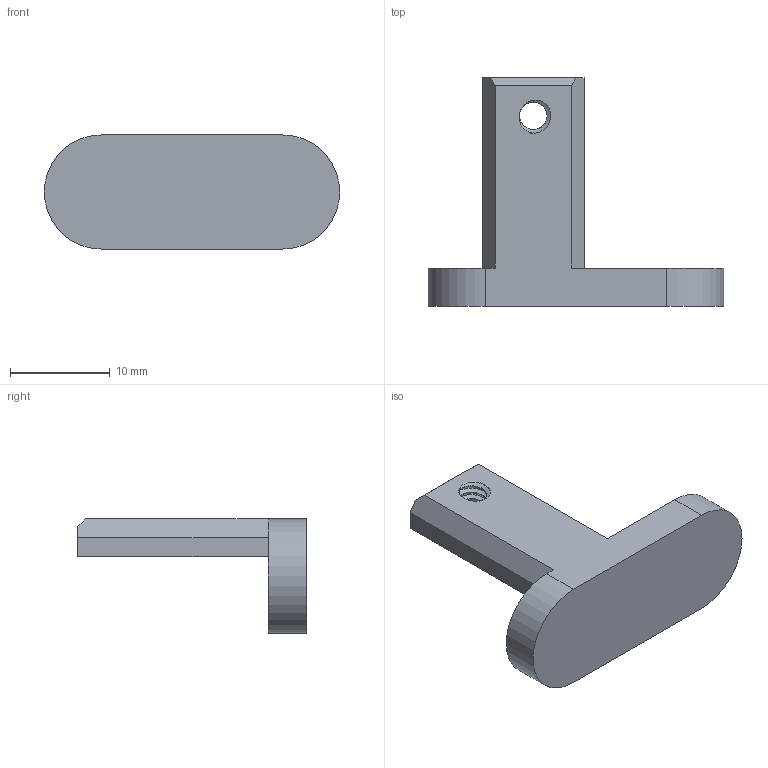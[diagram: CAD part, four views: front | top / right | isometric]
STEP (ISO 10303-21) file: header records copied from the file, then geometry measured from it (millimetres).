
FILE_DESCRIPTION(/* description */ (''),/* implementation_level */ '2;1');
FILE_NAME(/* name */ 'shelf - left-hand.step',/* time_stamp */ '2019-08-01T01:32:22-04:00',/* author */ (''),/* organization */ (''),/* preprocessor_version */ 'ST-DEVELOPER v18',/* originating_system */ 'Autodesk Translation Framework v8.2.0.1029',/* authorisation */ '');
FILE_SCHEMA (('AUTOMOTIVE_DESIGN { 1 0 10303 214 3 1 1 }'));
Length unit declared in the file: millimetre
Products named in the file (1): shelf - left-hand
Bounding box: 29.57 x 22.86 x 11.43 mm (x, y, z)
Volume: 1829.7 mm3; surface area: 1421.9 mm2
Topology: 1 solids, 1 shells, 29 faces, 77 edges, 50 vertices
Faces by surface type: cylinder 15, plane 12, bspline 2
Full cylindrical faces by diameter (mm): 2.769 x5, 3.505 x5
Entity records: 1727 total; most frequent: CARTESIAN_POINT 1011, ORIENTED_EDGE 154, DIRECTION 115, EDGE_CURVE 77, VERTEX_POINT 50, LINE 43, VECTOR 43, AXIS2_PLACEMENT_3D 36
